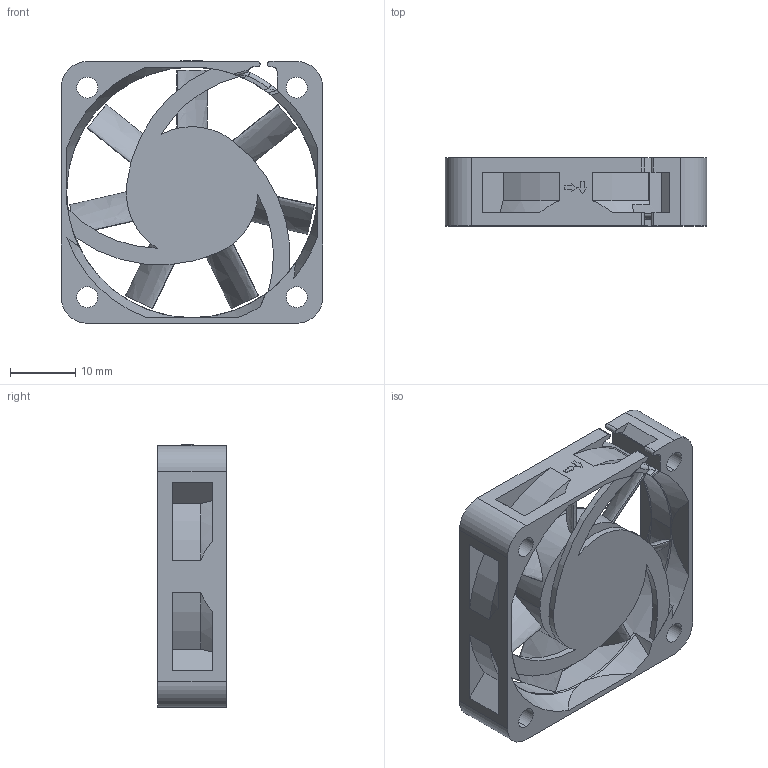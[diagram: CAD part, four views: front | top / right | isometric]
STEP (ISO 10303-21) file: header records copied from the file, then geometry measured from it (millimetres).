
FILE_DESCRIPTION((''),'2;1');
FILE_NAME('ASM0012_ASM','2022-02-24T18:27:21',('TIM.KT.LIU'),(''),'CREO PARAMETRIC BY PTC INC, 2020454','CREO PARAMETRIC BY PTC INC, 2020454','');
FILE_SCHEMA(('CONFIG_CONTROL_DESIGN'));
Length unit declared in the file: millimetre
Products named in the file (5): 410200950000_3_1_2_1; 410200950000_3_1_2_2; 410200950000_3_1_2_ASM; IMPELLER; ASM0012_ASM
Assembly tree (4 placements, depth 3):
  ASM0012_ASM
    410200950000_3_1_2_ASM
      410200950000_3_1_2_1
      410200950000_3_1_2_2
    IMPELLER
Bounding box: 40 x 10.4 x 40.12 mm (x, y, z)
Volume: 6017.7 mm3; surface area: 7249.9 mm2
Topology: 3 solids, 3 shells, 180 faces, 485 edges, 318 vertices
Faces by surface type: plane 79, cylinder 52, cone 19, torus 14, extrusion 14, bspline 2
Entity records: 6788 total; most frequent: CARTESIAN_POINT 2173, ORIENTED_EDGE 970, DIRECTION 911, EDGE_CURVE 485, AXIS2_PLACEMENT_3D 342, VERTEX_POINT 318, VECTOR 227, LINE 213
